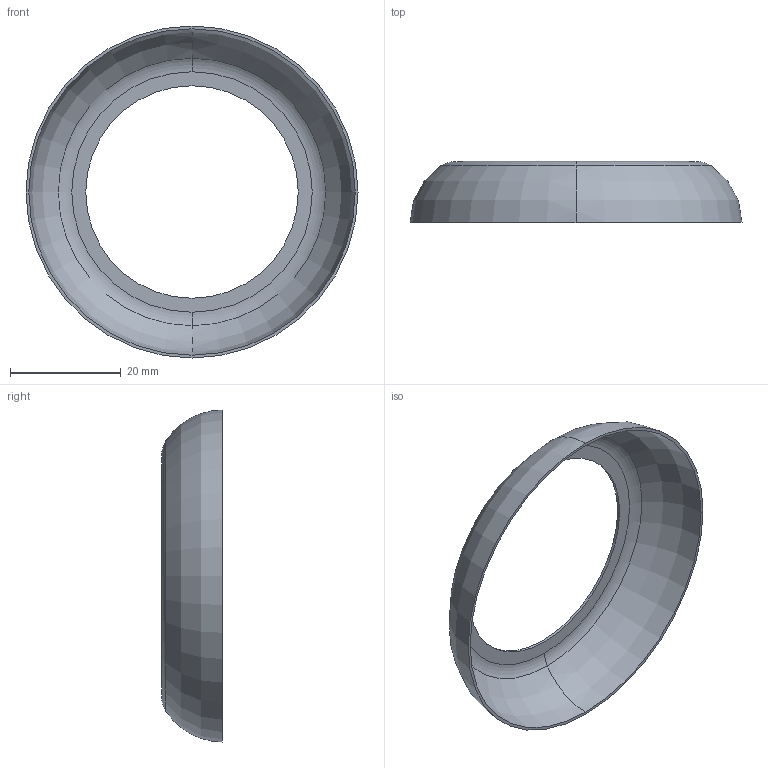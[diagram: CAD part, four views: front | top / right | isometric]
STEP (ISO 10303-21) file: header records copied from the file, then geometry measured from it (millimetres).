
FILE_DESCRIPTION (( 'STEP AP214' ), '1' );
FILE_NAME ('àðò. KRT506.STEP', '2014-06-04T08:05:20', ( '' ), ( '' ), 'SwSTEP 2.0', 'SolidWorks 2014', '' );
FILE_SCHEMA (( 'AUTOMOTIVE_DESIGN' ));
Length unit declared in the file: millimetre
Products named in the file (1): àðò. KRT506
Bounding box: 60 x 11 x 60 mm (x, y, z)
Volume: 1398.9 mm3; surface area: 5749.8 mm2
Topology: 1 solids, 1 shells, 13 faces, 26 edges, 16 vertices
Faces by surface type: torus 8, plane 3, cylinder 2
Entity records: 390 total; most frequent: DIRECTION 78, CARTESIAN_POINT 56, ORIENTED_EDGE 52, AXIS2_PLACEMENT_3D 38, EDGE_CURVE 26, CIRCLE 24, VERTEX_POINT 16, EDGE_LOOP 16
